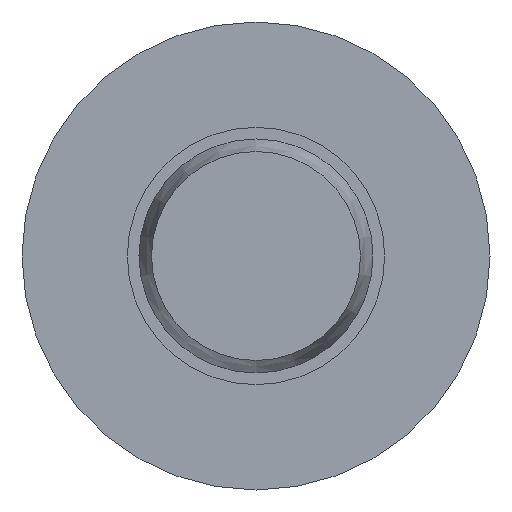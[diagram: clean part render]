
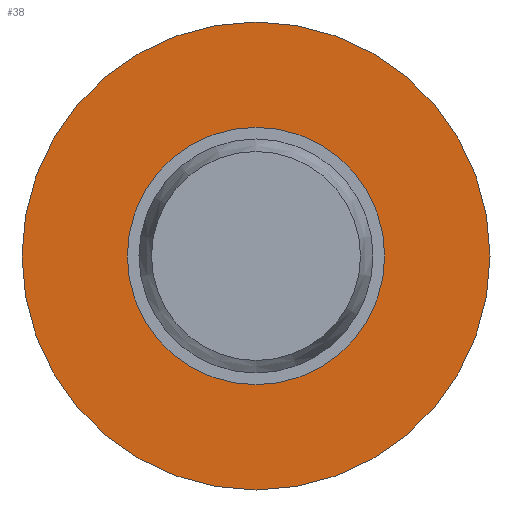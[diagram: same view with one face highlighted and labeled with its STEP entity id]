
A CAD part, front view. The second image highlights one B-rep face of the part: STEP entity #38.
In plain terms, the highlighted planar face has unit normal (0, -1, 0).
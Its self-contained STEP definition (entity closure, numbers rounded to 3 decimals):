
#38 = ADVANCED_FACE( '', ( #81, #82 ), #83, .F. );
#81 = FACE_BOUND( '', #134, .T. );
#82 = FACE_OUTER_BOUND( '', #135, .T. );
#83 = PLANE( '', #136 );
#134 = EDGE_LOOP( '', ( #183 ) );
#135 = EDGE_LOOP( '', ( #184 ) );
#136 = AXIS2_PLACEMENT_3D( '', #185, #186, #187 );
#183 = ORIENTED_EDGE( '', *, *, #250, .F. );
#184 = ORIENTED_EDGE( '', *, *, #251, .T. );
#185 = CARTESIAN_POINT( '', ( 10., 12., 0. ) );
#186 = DIRECTION( '', ( 0., 1., 0. ) );
#187 = DIRECTION( '', ( 0., 0., 1. ) );
#250 = EDGE_CURVE( '', #275, #275, #276, .T. );
#251 = EDGE_CURVE( '', #277, #277, #278, .T. );
#275 = VERTEX_POINT( '', #309 );
#276 = CIRCLE( '', #310, 5.5 );
#277 = VERTEX_POINT( '', #311 );
#278 = CIRCLE( '', #312, 10. );
#309 = CARTESIAN_POINT( '', ( 0., 12., -5.5 ) );
#310 = AXIS2_PLACEMENT_3D( '', #343, #344, #345 );
#311 = CARTESIAN_POINT( '', ( 0., 12., -10. ) );
#312 = AXIS2_PLACEMENT_3D( '', #346, #347, #348 );
#343 = CARTESIAN_POINT( '', ( 0., 12., 0. ) );
#344 = DIRECTION( '', ( 0., -1., 0. ) );
#345 = DIRECTION( '', ( 0., 0., -1. ) );
#346 = CARTESIAN_POINT( '', ( 0., 12., 0. ) );
#347 = DIRECTION( '', ( 0., -1., 0. ) );
#348 = DIRECTION( '', ( 0., 0., -1. ) );
